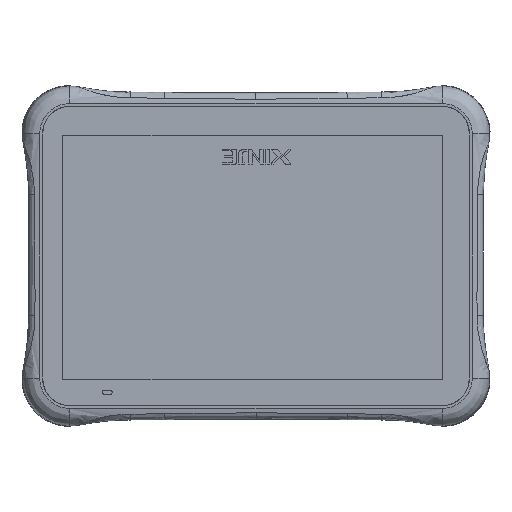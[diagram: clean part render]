
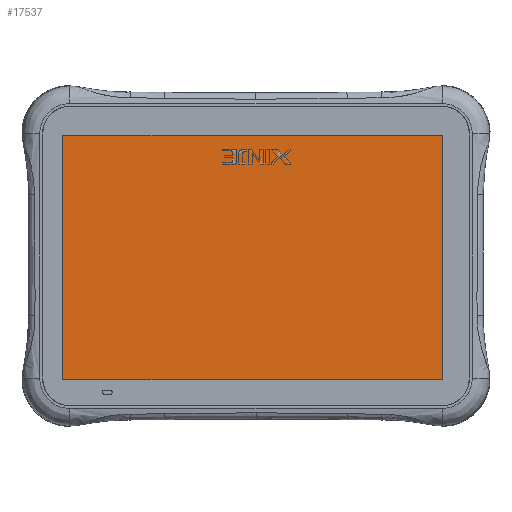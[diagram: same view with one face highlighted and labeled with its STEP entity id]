
A CAD part, front view. The second image highlights one B-rep face of the part: STEP entity #17537.
In plain terms, the highlighted planar face has unit normal (0, -1, 0).
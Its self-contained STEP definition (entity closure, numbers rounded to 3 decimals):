
#17537=ADVANCED_FACE('',(#20709),#99329,.T.);
#20709=FACE_OUTER_BOUND('',#24121,.T.);
#24121=EDGE_LOOP('',(#43618,#43619,#43620,#43621));
#43618=ORIENTED_EDGE('',*,*,#62837,.T.);
#43619=ORIENTED_EDGE('',*,*,#62838,.T.);
#43620=ORIENTED_EDGE('',*,*,#62839,.T.);
#43621=ORIENTED_EDGE('',*,*,#62840,.T.);
#62837=EDGE_CURVE('',#98031,#98032,#78987,.T.);
#62838=EDGE_CURVE('',#98032,#98033,#78988,.T.);
#62839=EDGE_CURVE('',#98033,#98034,#78989,.T.);
#62840=EDGE_CURVE('',#98034,#98031,#78990,.T.);
#78987=B_SPLINE_CURVE_WITH_KNOTS('',1,(#285191,#285192),.UNSPECIFIED.,.F.,
 .F.,(2,2),(0.,176.267),.UNSPECIFIED.);
#78988=B_SPLINE_CURVE_WITH_KNOTS('',1,(#285193,#285194),.UNSPECIFIED.,.F.,
 .F.,(2,2),(176.267,289.635),.UNSPECIFIED.);
#78989=B_SPLINE_CURVE_WITH_KNOTS('',1,(#285195,#285196),.UNSPECIFIED.,.F.,
 .F.,(2,2),(289.635,465.902),.UNSPECIFIED.);
#78990=B_SPLINE_CURVE_WITH_KNOTS('',1,(#285197,#285198),.UNSPECIFIED.,.F.,
 .F.,(2,2),(465.902,579.27),.UNSPECIFIED.);
#98031=VERTEX_POINT('',#285187);
#98032=VERTEX_POINT('',#285188);
#98033=VERTEX_POINT('',#285189);
#98034=VERTEX_POINT('',#285190);
#99329=PLANE('',#100527);
#100527=AXIS2_PLACEMENT_3D('',#285186,#101692,$);
#101692=DIRECTION('',(0.,-1.,0.));
#285186=CARTESIAN_POINT('',(-36.017,232.442,182.267));
#285187=CARTESIAN_POINT('',(-18.387,232.442,57.56));
#285188=CARTESIAN_POINT('',(157.881,232.442,57.56));
#285189=CARTESIAN_POINT('',(157.881,232.442,170.927));
#285190=CARTESIAN_POINT('',(-18.387,232.442,170.927));
#285191=CARTESIAN_POINT('',(-18.387,232.442,57.56));
#285192=CARTESIAN_POINT('',(157.881,232.442,57.56));
#285193=CARTESIAN_POINT('',(157.881,232.442,57.56));
#285194=CARTESIAN_POINT('',(157.881,232.442,170.927));
#285195=CARTESIAN_POINT('',(157.881,232.442,170.927));
#285196=CARTESIAN_POINT('',(-18.387,232.442,170.927));
#285197=CARTESIAN_POINT('',(-18.387,232.442,170.927));
#285198=CARTESIAN_POINT('',(-18.387,232.442,57.56));
